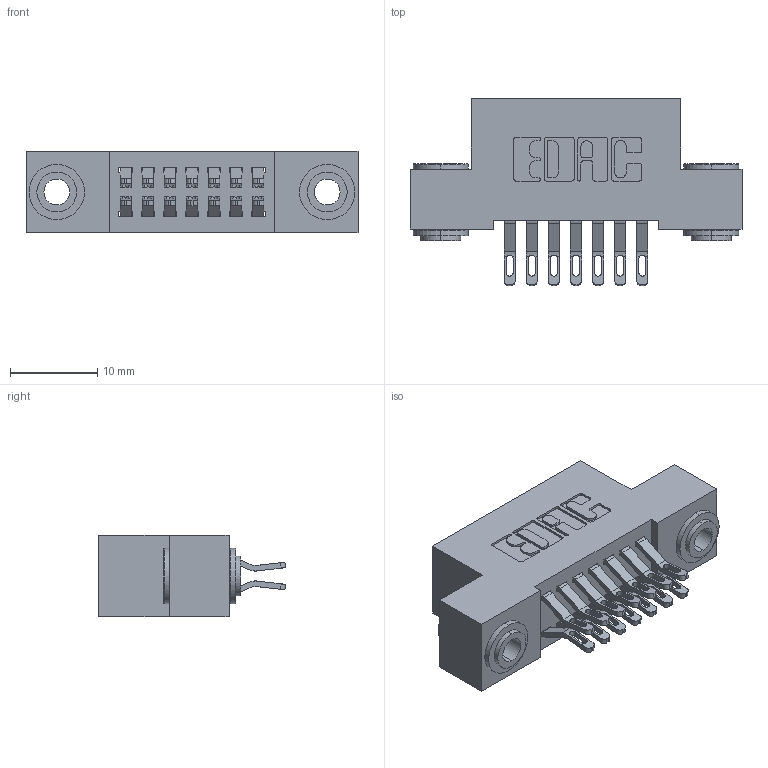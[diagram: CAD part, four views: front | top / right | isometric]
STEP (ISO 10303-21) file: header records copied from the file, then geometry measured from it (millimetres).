
FILE_DESCRIPTION (( 'STEP AP203' ), '1' );
FILE_NAME ('342-014-555-203.STEP', '2019-10-01T18:02:34', ( '' ), ( '' ), 'SwSTEP 2.0', 'SolidWorks 2016', '' );
FILE_SCHEMA (( 'CONFIG_CONTROL_DESIGN' ));
Length unit declared in the file: inch
Products named in the file (4): 342 Part_.156 TH; 342-250-002_345-250-002-102; 345-292-001_555 Tail; 342-014-555-203
Assembly tree (17 placements, depth 2):
  342-014-555-203
    342 Part_.156 TH
    345-292-001_555 Tail  x14
    342-250-002_345-250-002-102  x2
Bounding box: 38.1 x 21.47 x 9.4 mm (x, y, z)
Volume: 3319.3 mm3; surface area: 4890.2 mm2
Topology: 17 solids, 17 shells, 960 faces, 2937 edges, 1954 vertices
Faces by surface type: plane 552, cylinder 400, cone 8
Entity records: 9874 total; most frequent: CARTESIAN_POINT 1687, ORIENTED_EDGE 1586, DIRECTION 1507, EDGE_CURVE 793, VECTOR 621, LINE 621, VERTEX_POINT 526, AXIS2_PLACEMENT_3D 443
